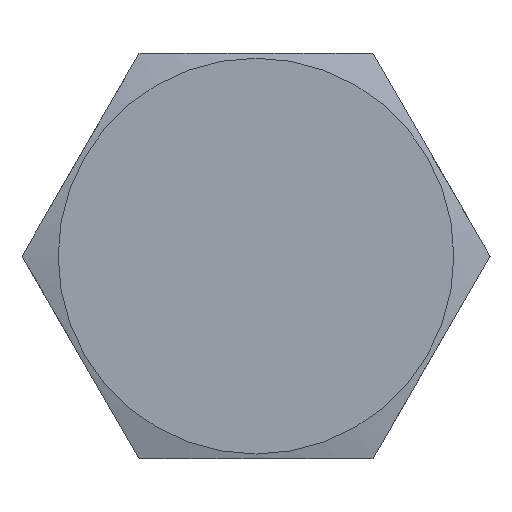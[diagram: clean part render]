
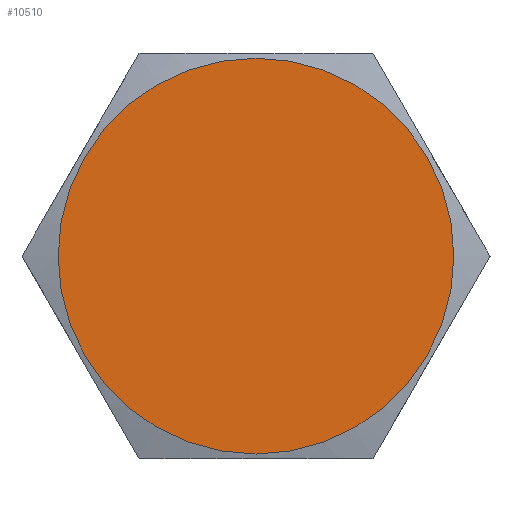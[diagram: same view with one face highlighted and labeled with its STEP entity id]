
A CAD part, left-side view. The second image highlights one B-rep face of the part: STEP entity #10510.
In plain terms, the highlighted planar face has unit normal (-1, 0, 0).
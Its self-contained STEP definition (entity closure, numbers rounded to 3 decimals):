
#181 = CARTESIAN_POINT ( 'NONE',  ( 0., 18., 0. ) ) ;
#353 = DIRECTION ( 'NONE',  ( 0., 0., -1. ) ) ;
#682 = AXIS2_PLACEMENT_3D ( 'NONE', #1402, #1646, #1486 ) ;
#1402 = CARTESIAN_POINT ( 'NONE',  ( 0., 0., 0. ) ) ;
#1461 = FACE_OUTER_BOUND ( 'NONE', #6762, .T. ) ;
#1486 = DIRECTION ( 'NONE',  ( 0., 0., 1. ) ) ;
#1646 = DIRECTION ( 'NONE',  ( -1., 0., 0. ) ) ;
#4181 = PLANE ( 'NONE',  #9412 ) ;
#5330 = ORIENTED_EDGE ( 'NONE', *, *, #5542, .T. ) ;
#5374 = DIRECTION ( 'NONE',  ( 1., 0., 0. ) ) ;
#5542 = EDGE_CURVE ( 'NONE', #8105, #8105, #7731, .T. ) ;
#6762 = EDGE_LOOP ( 'NONE', ( #5330 ) ) ;
#7731 = CIRCLE ( 'NONE', #682, 8.3 ) ;
#8105 = VERTEX_POINT ( 'NONE', #12336 ) ;
#9412 = AXIS2_PLACEMENT_3D ( 'NONE', #181, #5374, #353 ) ;
#10510 = ADVANCED_FACE ( 'NONE', ( #1461 ), #4181, .F. ) ;
#12336 = CARTESIAN_POINT ( 'NONE',  ( 0., 0., 8.3 ) ) ;
